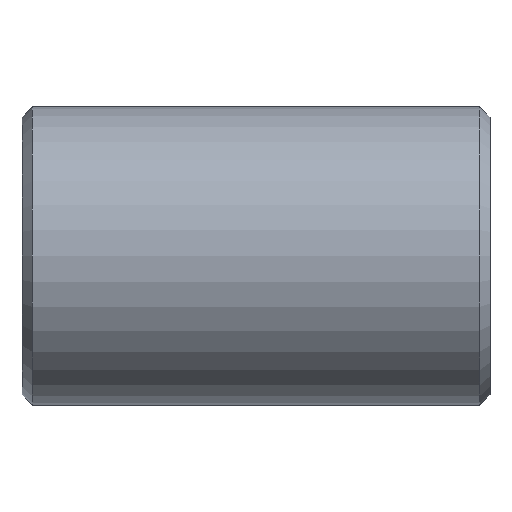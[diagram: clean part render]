
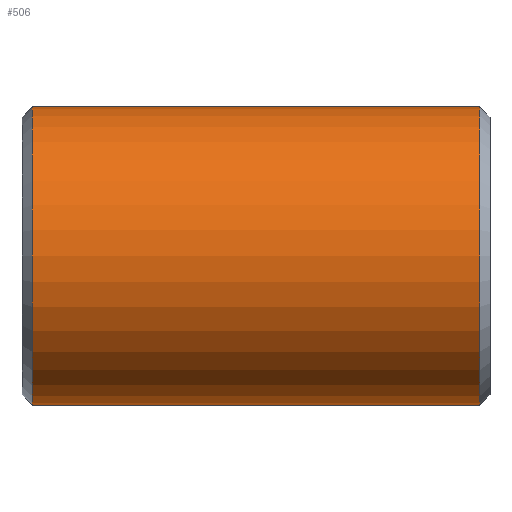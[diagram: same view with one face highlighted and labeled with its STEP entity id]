
A CAD part, front view. The second image highlights one B-rep face of the part: STEP entity #506.
In plain terms, the highlighted cylindrical face has radius 161.925 mm (diameter 323.85 mm), a partial arc.
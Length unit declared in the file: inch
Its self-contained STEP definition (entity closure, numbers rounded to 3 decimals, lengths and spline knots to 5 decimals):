
#11 = CARTESIAN_POINT ( 'NONE',  ( -9.56267, 0., 0. ) ) ;
#28 = DIRECTION ( 'NONE',  ( 0., 0., 1. ) ) ;
#66 = DIRECTION ( 'NONE',  ( 0., 0., 1. ) ) ;
#94 = LINE ( 'NONE', #826, #428 ) ;
#99 = VERTEX_POINT ( 'NONE', #264 ) ;
#117 = CARTESIAN_POINT ( 'NONE',  ( 9.56267, 0., -6.375 ) ) ;
#136 = VERTEX_POINT ( 'NONE', #117 ) ;
#150 = AXIS2_PLACEMENT_3D ( 'NONE', #810, #293, #66 ) ;
#153 = VERTEX_POINT ( 'NONE', #476 ) ;
#238 = EDGE_LOOP ( 'NONE', ( #621, #308, #449, #875 ) ) ;
#264 = CARTESIAN_POINT ( 'NONE',  ( 9.56267, 0., 6.375 ) ) ;
#272 = AXIS2_PLACEMENT_3D ( 'NONE', #371, #599, #390 ) ;
#293 = DIRECTION ( 'NONE',  ( -1., 0., 0. ) ) ;
#308 = ORIENTED_EDGE ( 'NONE', *, *, #343, .T. ) ;
#311 = EDGE_CURVE ( 'NONE', #906, #153, #770, .T. ) ;
#324 = EDGE_CURVE ( 'NONE', #136, #153, #94, .T. ) ;
#343 = EDGE_CURVE ( 'NONE', #136, #99, #926, .T. ) ;
#360 = CYLINDRICAL_SURFACE ( 'NONE', #150, 6.375 ) ;
#371 = CARTESIAN_POINT ( 'NONE',  ( 9.56267, 0., 0. ) ) ;
#390 = DIRECTION ( 'NONE',  ( 0., 0., -1. ) ) ;
#428 = VECTOR ( 'NONE', #682, 39.37008 ) ;
#449 = ORIENTED_EDGE ( 'NONE', *, *, #590, .T. ) ;
#466 = DIRECTION ( 'NONE',  ( 1., 0., 0. ) ) ;
#476 = CARTESIAN_POINT ( 'NONE',  ( -9.56267, 0., -6.375 ) ) ;
#478 = CARTESIAN_POINT ( 'NONE',  ( 10., 0., 6.375 ) ) ;
#506 = ADVANCED_FACE ( 'NONE', ( #729 ), #360, .T. ) ;
#590 = EDGE_CURVE ( 'NONE', #99, #906, #629, .T. ) ;
#599 = DIRECTION ( 'NONE',  ( -1., 0., 0. ) ) ;
#621 = ORIENTED_EDGE ( 'NONE', *, *, #324, .F. ) ;
#629 = LINE ( 'NONE', #478, #699 ) ;
#646 = AXIS2_PLACEMENT_3D ( 'NONE', #11, #466, #28 ) ;
#682 = DIRECTION ( 'NONE',  ( -1., 0., 0. ) ) ;
#699 = VECTOR ( 'NONE', #921, 39.37008 ) ;
#729 = FACE_OUTER_BOUND ( 'NONE', #238, .T. ) ;
#770 = CIRCLE ( 'NONE', #646, 6.375 ) ;
#810 = CARTESIAN_POINT ( 'NONE',  ( 10., 0., 0. ) ) ;
#826 = CARTESIAN_POINT ( 'NONE',  ( 10., 0., -6.375 ) ) ;
#875 = ORIENTED_EDGE ( 'NONE', *, *, #311, .T. ) ;
#906 = VERTEX_POINT ( 'NONE', #915 ) ;
#915 = CARTESIAN_POINT ( 'NONE',  ( -9.56267, 0., 6.375 ) ) ;
#921 = DIRECTION ( 'NONE',  ( -1., 0., 0. ) ) ;
#926 = CIRCLE ( 'NONE', #272, 6.375 ) ;
